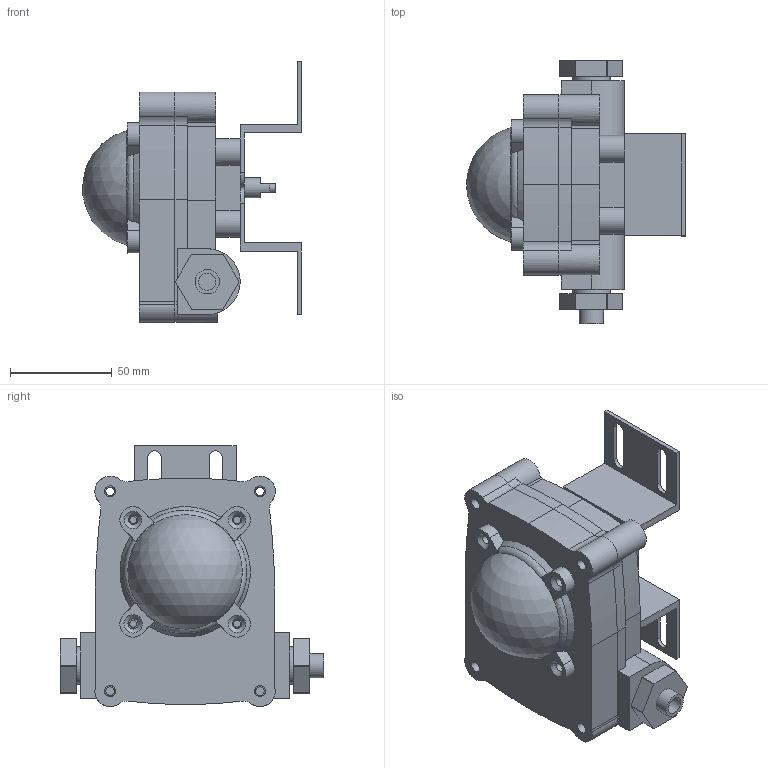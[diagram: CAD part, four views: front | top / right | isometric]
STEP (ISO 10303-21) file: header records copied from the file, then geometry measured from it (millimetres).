
FILE_DESCRIPTION(/* description */ (''),/* implementation_level */ '2;1');
FILE_NAME(/* name */ 'kh_p_end_mhd.stp',/* time_stamp */ '2018-08-16T10:28:25+02:00',/* author */ ('leitheußer'),/* organization */ (''),/* preprocessor_version */ 'ST-DEVELOPER v15.6',/* originating_system */ 'Autodesk Inventor LT ',/* authorisation */ '');
FILE_SCHEMA (('AUTOMOTIVE_DESIGN { 1 0 10303 214 3 1 1 }'));
Length unit declared in the file: millimetre
Products named in the file (1): KH P END MHD
Bounding box: 107.3 x 129.3 x 128 mm (x, y, z)
Volume: 461159.8 mm3; surface area: 99660.2 mm2
Topology: 5 solids, 5 shells, 308 faces, 823 edges, 536 vertices
Faces by surface type: plane 149, cylinder 138, cone 18, torus 2, sphere 1
Full cylindrical faces by diameter (mm): 3.5 x4, 4 x1, 4.2 x4, 4.5 x3, 5.017 x1, 5.4 x4, 5.8 x4, 6.9 x1, 8 x1, 8.5 x1, 9.8 x3, 10 x3, 12 x1, 18.5 x2, 18.6 x1, 20 x1
Entity records: 9805 total; most frequent: CARTESIAN_POINT 1704, DIRECTION 1703, ORIENTED_EDGE 1516, EDGE_CURVE 758, AXIS2_PLACEMENT_3D 657, VERTEX_POINT 522, EDGE_LOOP 418, LINE 389
